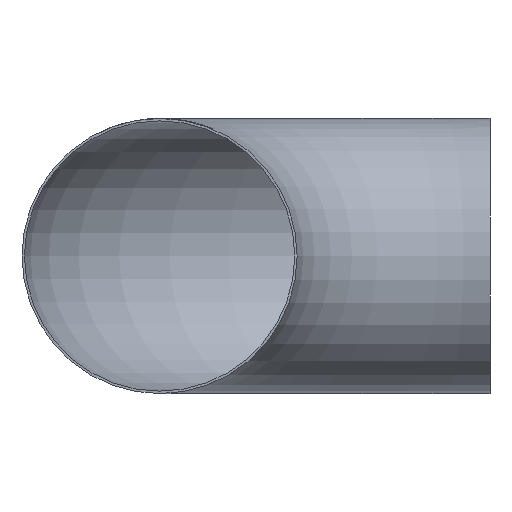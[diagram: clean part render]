
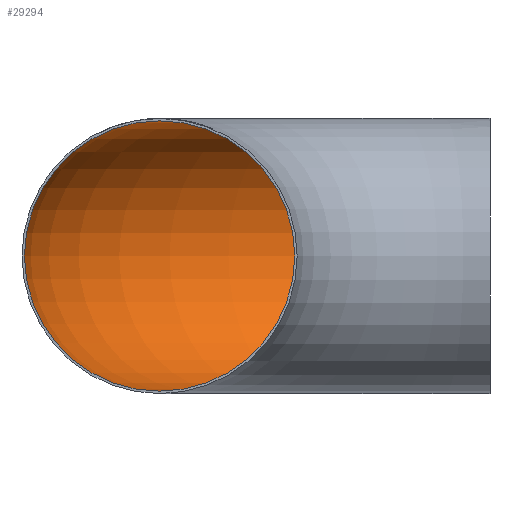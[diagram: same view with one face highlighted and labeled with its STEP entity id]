
A CAD part, front view. The second image highlights one B-rep face of the part: STEP entity #29294.
In plain terms, the highlighted toroidal (fillet/blend) face has major radius 550 mm and minor radius 225 mm.
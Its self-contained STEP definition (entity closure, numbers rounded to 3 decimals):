
#2273 = DIRECTION ( 'NONE',  ( 0., 1., 0. ) ) ;
#4637 = FACE_OUTER_BOUND ( 'NONE', #7814, .T. ) ;
#6229 = ORIENTED_EDGE ( 'NONE', *, *, #20788, .F. ) ;
#7013 = EDGE_CURVE ( 'NONE', #22970, #22970, #15219, .T. ) ;
#7814 = EDGE_LOOP ( 'NONE', ( #10156 ) ) ;
#8583 = AXIS2_PLACEMENT_3D ( 'NONE', #14220, #11353, #16502 ) ;
#10156 = ORIENTED_EDGE ( 'NONE', *, *, #7013, .T. ) ;
#11143 = EDGE_LOOP ( 'NONE', ( #6229 ) ) ;
#11353 = DIRECTION ( 'NONE',  ( 0., 0., -1. ) ) ;
#11511 = FACE_OUTER_BOUND ( 'NONE', #11143, .T. ) ;
#13860 = CARTESIAN_POINT ( 'NONE',  ( -550., 0., 0. ) ) ;
#14220 = CARTESIAN_POINT ( 'NONE',  ( 0., 0., 0. ) ) ;
#14608 = DIRECTION ( 'NONE',  ( 1., 0., 0. ) ) ;
#15219 = CIRCLE ( 'NONE', #23961, 225. ) ;
#15514 = VERTEX_POINT ( 'NONE', #27106 ) ;
#16502 = DIRECTION ( 'NONE',  ( -1., 0., 0. ) ) ;
#17784 = CARTESIAN_POINT ( 'NONE',  ( 0., 775., 0. ) ) ;
#20788 = EDGE_CURVE ( 'NONE', #15514, #15514, #25857, .T. ) ;
#20852 = DIRECTION ( 'NONE',  ( 0., 0., 1. ) ) ;
#21154 = CARTESIAN_POINT ( 'NONE',  ( 0., 550., 0. ) ) ;
#22970 = VERTEX_POINT ( 'NONE', #17784 ) ;
#23961 = AXIS2_PLACEMENT_3D ( 'NONE', #21154, #14608, #28034 ) ;
#25857 = CIRCLE ( 'NONE', #27325, 225. ) ;
#27106 = CARTESIAN_POINT ( 'NONE',  ( -550., 0., 225. ) ) ;
#27325 = AXIS2_PLACEMENT_3D ( 'NONE', #13860, #2273, #20852 ) ;
#27575 = TOROIDAL_SURFACE ( 'NONE', #8583, 550., 225. ) ;
#28034 = DIRECTION ( 'NONE',  ( 0., 1., 0. ) ) ;
#29294 = ADVANCED_FACE ( 'NONE', ( #4637, #11511 ), #27575, .F. ) ;
